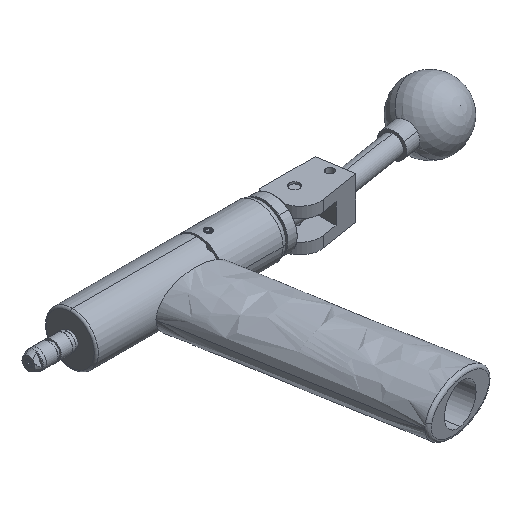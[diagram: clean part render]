
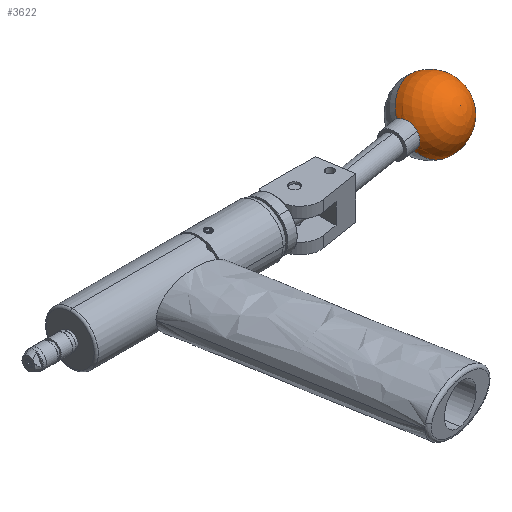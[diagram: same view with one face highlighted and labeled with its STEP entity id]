
A CAD part, isometric view. The second image highlights one B-rep face of the part: STEP entity #3622.
In plain terms, the highlighted spherical face has radius 15.875 mm.
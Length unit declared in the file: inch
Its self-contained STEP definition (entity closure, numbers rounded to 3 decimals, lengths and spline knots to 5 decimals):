
#110 = DIRECTION ( 'NONE',  ( 0.127, -0.801, 0.585 ) ) ;
#450 = VERTEX_POINT ( 'NONE', #2906 ) ;
#643 = CIRCLE ( 'NONE', #1874, 0.25 ) ;
#974 = DIRECTION ( 'NONE',  ( 0., -0.59, -0.808 ) ) ;
#1474 = VERTEX_POINT ( 'NONE', #1766 ) ;
#1766 = CARTESIAN_POINT ( 'NONE',  ( 6.63337, -0.00981, 0.14627 ) ) ;
#1874 = AXIS2_PLACEMENT_3D ( 'NONE', #13160, #14395, #12228 ) ;
#2115 = DIRECTION ( 'NONE',  ( 0.988, 0.156, 0. ) ) ;
#2768 = CARTESIAN_POINT ( 'NONE',  ( 6.57877, 0.3349, 0.20274 ) ) ;
#2906 = CARTESIAN_POINT ( 'NONE',  ( 6.62453, 0.04597, -0.20274 ) ) ;
#3622 = ADVANCED_FACE ( 'NONE', ( #12866 ), #8374, .T. ) ;
#3673 = DIRECTION ( 'NONE',  ( -0.127, 0.801, -0.585 ) ) ;
#4277 = AXIS2_PLACEMENT_3D ( 'NONE', #8891, #14872, #974 ) ;
#6733 = AXIS2_PLACEMENT_3D ( 'NONE', #12706, #2115, #6851 ) ;
#6851 = DIRECTION ( 'NONE',  ( 0.127, -0.801, 0.585 ) ) ;
#6968 = CIRCLE ( 'NONE', #4277, 0.625 ) ;
#7880 = ORIENTED_EDGE ( 'NONE', *, *, #9623, .T. ) ;
#8020 = AXIS2_PLACEMENT_3D ( 'NONE', #10690, #110, #11554 ) ;
#8077 = ORIENTED_EDGE ( 'NONE', *, *, #8406, .F. ) ;
#8374 = SPHERICAL_SURFACE ( 'NONE', #8020, 0.625 ) ;
#8406 = EDGE_CURVE ( 'NONE', #12365, #450, #8749, .T. ) ;
#8749 = CIRCLE ( 'NONE', #9988, 0.625 ) ;
#8891 = CARTESIAN_POINT ( 'NONE',  ( 7.16742, 0.28004, 0. ) ) ;
#9069 = EDGE_LOOP ( 'NONE', ( #8077, #7880, #9122, #13067 ) ) ;
#9122 = ORIENTED_EDGE ( 'NONE', *, *, #10835, .T. ) ;
#9623 = EDGE_CURVE ( 'NONE', #12365, #11661, #6968, .T. ) ;
#9988 = AXIS2_PLACEMENT_3D ( 'NONE', #11773, #3673, #15248 ) ;
#10594 = CARTESIAN_POINT ( 'NONE',  ( 7.78472, 0.37782, 0. ) ) ;
#10690 = CARTESIAN_POINT ( 'NONE',  ( 7.16742, 0.28004, 0. ) ) ;
#10835 = EDGE_CURVE ( 'NONE', #11661, #1474, #643, .T. ) ;
#11554 = DIRECTION ( 'NONE',  ( 0.092, -0.578, -0.811 ) ) ;
#11661 = VERTEX_POINT ( 'NONE', #2768 ) ;
#11773 = CARTESIAN_POINT ( 'NONE',  ( 7.16742, 0.28004, 0. ) ) ;
#12228 = DIRECTION ( 'NONE',  ( 0.127, -0.801, 0.585 ) ) ;
#12365 = VERTEX_POINT ( 'NONE', #10594 ) ;
#12638 = CIRCLE ( 'NONE', #6733, 0.25 ) ;
#12706 = CARTESIAN_POINT ( 'NONE',  ( 6.60165, 0.19044, 0. ) ) ;
#12866 = FACE_OUTER_BOUND ( 'NONE', #9069, .T. ) ;
#13067 = ORIENTED_EDGE ( 'NONE', *, *, #15237, .T. ) ;
#13160 = CARTESIAN_POINT ( 'NONE',  ( 6.60165, 0.19044, 0. ) ) ;
#14395 = DIRECTION ( 'NONE',  ( 0.988, 0.156, 0. ) ) ;
#14872 = DIRECTION ( 'NONE',  ( 0.127, -0.801, 0.585 ) ) ;
#15237 = EDGE_CURVE ( 'NONE', #1474, #450, #12638, .T. ) ;
#15248 = DIRECTION ( 'NONE',  ( 0., 0.59, 0.808 ) ) ;
